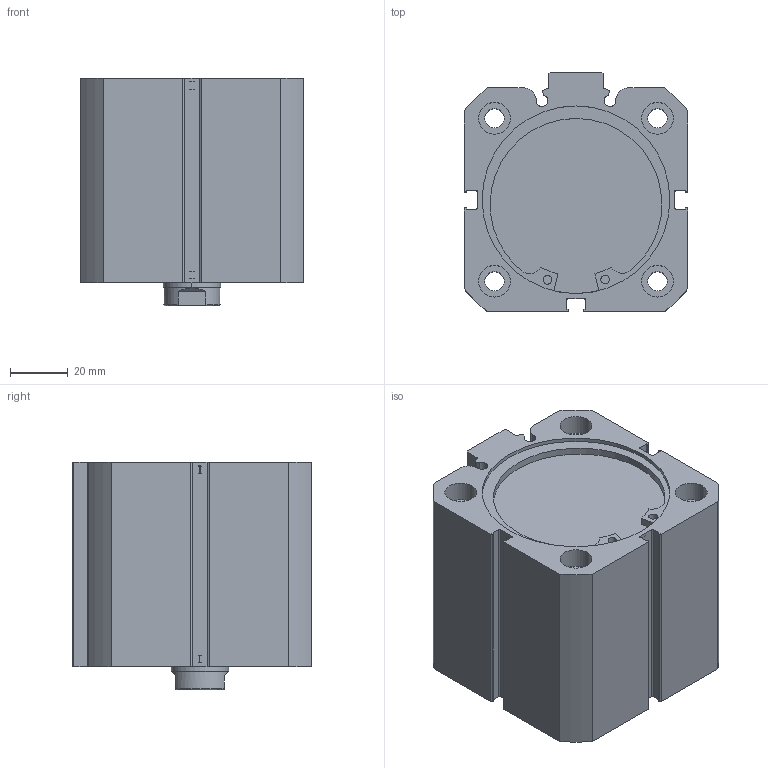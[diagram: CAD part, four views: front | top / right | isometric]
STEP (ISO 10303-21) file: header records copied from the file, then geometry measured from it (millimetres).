
FILE_DESCRIPTION (( 'STEP AP214' ), '1' );
FILE_NAME ('KSF-A-63-25-CYLINDER.STEP', '2013-07-21T16:34:22', ( 'DELL' ), ( '' ), 'SwSTEP 2.0', 'SolidWorks 2010', '' );
FILE_SCHEMA (( 'AUTOMOTIVE_DESIGN' ));
Length unit declared in the file: millimetre
Products named in the file (6): KSF-A 63  BORU_MANYETÝKLÝ  BORU; KSF-A 63  ARKA  KAPAK_MANYETﾝKLﾝ ﾝﾇﾝN; KSF-A 63  ﾖN  KAPAK_MANYETﾝKLﾝ  ﾝﾇﾝN; KSF-A  63 M尳 ; Circlip for Bores normal_din1_Circlip DIN 472 - 65 x 2.5; KSF-A-63-25-CYLINDER
Assembly tree (6 placements, depth 2):
  KSF-A-63-25-CYLINDER
    KSF-A 63  ARKA  KAPAK_MANYETﾝKLﾝ ﾝﾇﾝN
    KSF-A 63  BORU_MANYETÝKLÝ  BORU
    KSF-A 63  ﾖN  KAPAK_MANYETﾝKLﾝ  ﾝﾇﾝN
    KSF-A  63 M尳 
    Circlip for Bores normal_din1_Circlip DIN 472 - 65 x 2.5  x2
Bounding box: 77.5 x 83 x 79 mm (x, y, z)
Volume: 311917.8 mm3; surface area: 89823.2 mm2
Topology: 6 solids, 6 shells, 233 faces, 591 edges, 387 vertices
Faces by surface type: cylinder 133, plane 84, cone 14, torus 2
Entity records: 6804 total; most frequent: CARTESIAN_POINT 1188, DIRECTION 1176, ORIENTED_EDGE 1040, EDGE_CURVE 520, AXIS2_PLACEMENT_3D 455, VERTEX_POINT 341, VECTOR 266, LINE 266
